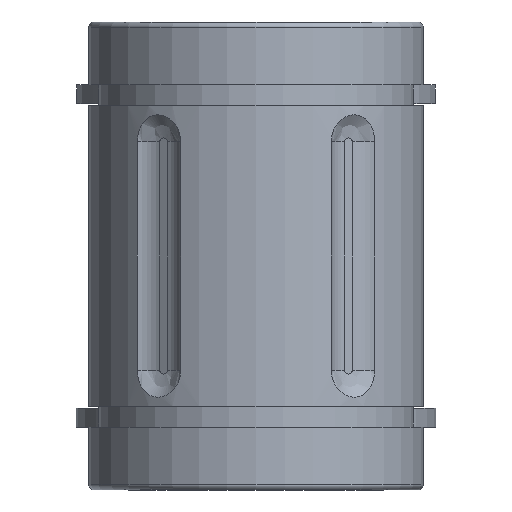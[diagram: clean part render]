
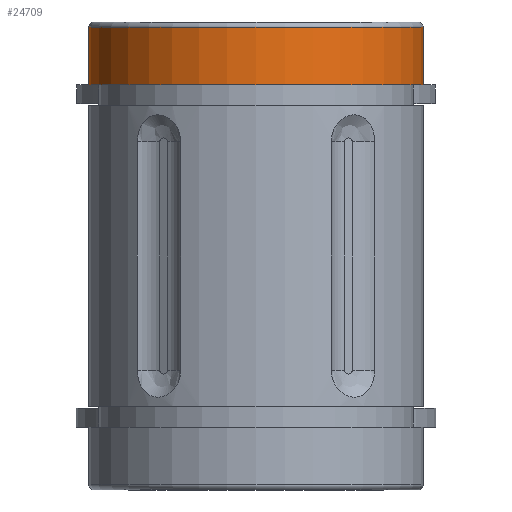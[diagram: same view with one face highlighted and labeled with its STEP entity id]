
A CAD part, front view. The second image highlights one B-rep face of the part: STEP entity #24709.
In plain terms, the highlighted cylindrical face has radius 7.938 mm (diameter 15.875 mm), a partial arc.
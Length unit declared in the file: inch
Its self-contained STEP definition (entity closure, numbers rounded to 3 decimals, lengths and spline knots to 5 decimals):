
#359 = DIRECTION ( 'NONE',  ( 0., 0., -1. ) ) ;
#2016 = VERTEX_POINT ( 'NONE', #8274 ) ;
#4253 = DIRECTION ( 'NONE',  ( -1., 0., 0. ) ) ;
#5171 = ORIENTED_EDGE ( 'NONE', *, *, #13912, .T. ) ;
#5986 = EDGE_CURVE ( 'NONE', #24654, #2016, #20718, .T. ) ;
#6339 = VECTOR ( 'NONE', #359, 39.37008 ) ;
#6389 = CARTESIAN_POINT ( 'NONE',  ( -0.3125, 0., 0.4375 ) ) ;
#6615 = EDGE_CURVE ( 'NONE', #17008, #2016, #17714, .T. ) ;
#6737 = DIRECTION ( 'NONE',  ( 0., 0., -1. ) ) ;
#7222 = ORIENTED_EDGE ( 'NONE', *, *, #6615, .T. ) ;
#7586 = VECTOR ( 'NONE', #19290, 39.37008 ) ;
#7871 = VERTEX_POINT ( 'NONE', #17191 ) ;
#8274 = CARTESIAN_POINT ( 'NONE',  ( -0.3125, 0., 0.32 ) ) ;
#8492 = CARTESIAN_POINT ( 'NONE',  ( 0., 0., 0.4375 ) ) ;
#9177 = DIRECTION ( 'NONE',  ( 0., 0., -1. ) ) ;
#9267 = AXIS2_PLACEMENT_3D ( 'NONE', #8492, #19326, #4253 ) ;
#11654 = EDGE_LOOP ( 'NONE', ( #25684, #5171, #7222, #19596 ) ) ;
#12048 = LINE ( 'NONE', #26105, #6339 ) ;
#13912 = EDGE_CURVE ( 'NONE', #7871, #17008, #16061, .T. ) ;
#15035 = CYLINDRICAL_SURFACE ( 'NONE', #9267, 0.3125 ) ;
#16061 = CIRCLE ( 'NONE', #18888, 0.3125 ) ;
#16605 = CARTESIAN_POINT ( 'NONE',  ( -0.3125, 0., 0.4275 ) ) ;
#17008 = VERTEX_POINT ( 'NONE', #16605 ) ;
#17191 = CARTESIAN_POINT ( 'NONE',  ( 0.3125, 0., 0.4275 ) ) ;
#17714 = LINE ( 'NONE', #6389, #7586 ) ;
#18888 = AXIS2_PLACEMENT_3D ( 'NONE', #19647, #6737, #21796 ) ;
#19290 = DIRECTION ( 'NONE',  ( 0., 0., -1. ) ) ;
#19326 = DIRECTION ( 'NONE',  ( 0., 0., -1. ) ) ;
#19596 = ORIENTED_EDGE ( 'NONE', *, *, #5986, .F. ) ;
#19647 = CARTESIAN_POINT ( 'NONE',  ( 0., 0., 0.4275 ) ) ;
#20718 = CIRCLE ( 'NONE', #21489, 0.3125 ) ;
#20992 = EDGE_CURVE ( 'NONE', #7871, #24654, #12048, .T. ) ;
#21409 = FACE_OUTER_BOUND ( 'NONE', #11654, .T. ) ;
#21489 = AXIS2_PLACEMENT_3D ( 'NONE', #22060, #9177, #24222 ) ;
#21796 = DIRECTION ( 'NONE',  ( 1., 0., 0. ) ) ;
#22060 = CARTESIAN_POINT ( 'NONE',  ( 0., 0., 0.32 ) ) ;
#24222 = DIRECTION ( 'NONE',  ( -1., 0., 0. ) ) ;
#24654 = VERTEX_POINT ( 'NONE', #27514 ) ;
#24709 = ADVANCED_FACE ( 'NONE', ( #21409 ), #15035, .T. ) ;
#25684 = ORIENTED_EDGE ( 'NONE', *, *, #20992, .F. ) ;
#26105 = CARTESIAN_POINT ( 'NONE',  ( 0.3125, 0., 0.4375 ) ) ;
#27514 = CARTESIAN_POINT ( 'NONE',  ( 0.3125, 0., 0.32 ) ) ;
